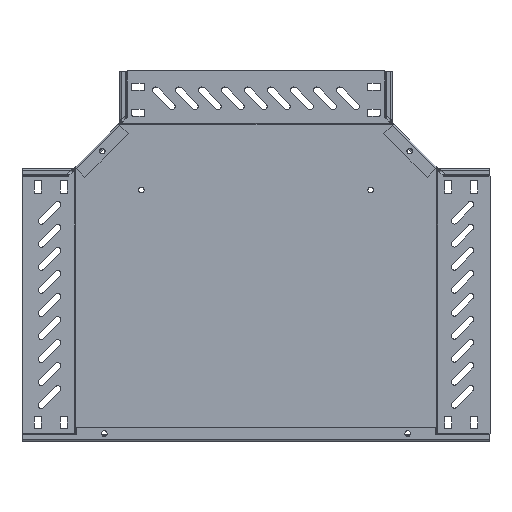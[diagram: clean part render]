
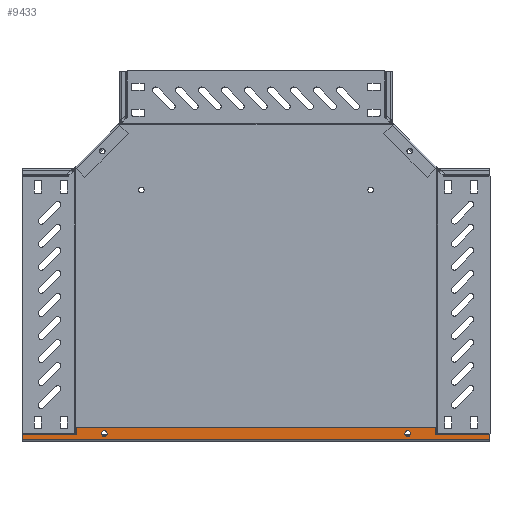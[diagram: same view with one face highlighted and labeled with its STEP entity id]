
A CAD part, front view. The second image highlights one B-rep face of the part: STEP entity #9433.
In plain terms, the highlighted planar face has unit normal (0, -1, 0).
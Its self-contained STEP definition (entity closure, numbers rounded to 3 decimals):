
#57 = EDGE_CURVE ( 'NONE', #13518, #2738, #14485, .T. ) ;
#168 = CIRCLE ( 'NONE', #7546, 3.1 ) ;
#210 = PLANE ( 'NONE',  #7990 ) ;
#293 = CARTESIAN_POINT ( 'NONE',  ( 15., 0., -449. ) ) ;
#405 = LINE ( 'NONE', #6130, #12294 ) ;
#437 = EDGE_CURVE ( 'NONE', #11705, #8626, #168, .T. ) ;
#546 = EDGE_CURVE ( 'NONE', #6334, #4405, #405, .T. ) ;
#566 = LINE ( 'NONE', #6092, #9847 ) ;
#619 = EDGE_CURVE ( 'NONE', #9744, #5169, #3748, .T. ) ;
#689 = CARTESIAN_POINT ( 'NONE',  ( 1.75, 0., 0. ) ) ;
#856 = DIRECTION ( 'NONE',  ( 0., -1., 0. ) ) ;
#917 = DIRECTION ( 'NONE',  ( -1., 0., 0. ) ) ;
#939 = AXIS2_PLACEMENT_3D ( 'NONE', #3986, #856, #917 ) ;
#1019 = VECTOR ( 'NONE', #6487, 1000. ) ;
#1148 = FACE_BOUND ( 'NONE', #1767, .T. ) ;
#1389 = LINE ( 'NONE', #293, #5276 ) ;
#1425 = ORIENTED_EDGE ( 'NONE', *, *, #6527, .T. ) ;
#1767 = EDGE_LOOP ( 'NONE', ( #3726, #14579 ) ) ;
#1854 = CARTESIAN_POINT ( 'NONE',  ( 1.75, 0., -254. ) ) ;
#2172 = CIRCLE ( 'NONE', #7671, 3.1 ) ;
#2272 = DIRECTION ( 'NONE',  ( 0., 1., 0. ) ) ;
#2379 = CARTESIAN_POINT ( 'NONE',  ( 15., 0., -59. ) ) ;
#2503 = EDGE_CURVE ( 'NONE', #11554, #5413, #566, .T. ) ;
#2577 = DIRECTION ( 'NONE',  ( -1., 0., 0. ) ) ;
#2695 = CARTESIAN_POINT ( 'NONE',  ( 15., 0., -254. ) ) ;
#2738 = VERTEX_POINT ( 'NONE', #7927 ) ;
#2804 = CARTESIAN_POINT ( 'NONE',  ( 7.25, 0., -508. ) ) ;
#3272 = CARTESIAN_POINT ( 'NONE',  ( 7.25, 0., 0. ) ) ;
#3446 = CARTESIAN_POINT ( 'NONE',  ( 7.25, 0., -449. ) ) ;
#3623 = DIRECTION ( 'NONE',  ( 0., 1., 0. ) ) ;
#3726 = ORIENTED_EDGE ( 'NONE', *, *, #57, .F. ) ;
#3731 = VECTOR ( 'NONE', #13950, 1000. ) ;
#3748 = LINE ( 'NONE', #2695, #3731 ) ;
#3778 = VERTEX_POINT ( 'NONE', #13381 ) ;
#3793 = EDGE_CURVE ( 'NONE', #2738, #13518, #9486, .T. ) ;
#3986 = CARTESIAN_POINT ( 'NONE',  ( 8.25, 0., -418.75 ) ) ;
#4019 = DIRECTION ( 'NONE',  ( -1., 0., 0. ) ) ;
#4049 = ORIENTED_EDGE ( 'NONE', *, *, #437, .T. ) ;
#4186 = EDGE_LOOP ( 'NONE', ( #12388, #4049 ) ) ;
#4405 = VERTEX_POINT ( 'NONE', #2804 ) ;
#4570 = DIRECTION ( 'NONE',  ( 0., -1., 0. ) ) ;
#4625 = VECTOR ( 'NONE', #12118, 1000. ) ;
#4958 = ORIENTED_EDGE ( 'NONE', *, *, #11420, .F. ) ;
#5169 = VERTEX_POINT ( 'NONE', #2379 ) ;
#5276 = VECTOR ( 'NONE', #5938, 1000. ) ;
#5344 = DIRECTION ( 'NONE',  ( -1., 0., 0. ) ) ;
#5413 = VERTEX_POINT ( 'NONE', #689 ) ;
#5448 = EDGE_CURVE ( 'NONE', #6690, #5413, #14441, .T. ) ;
#5938 = DIRECTION ( 'NONE',  ( -1., 0., 0. ) ) ;
#6039 = CARTESIAN_POINT ( 'NONE',  ( 5.15, 0., -418.75 ) ) ;
#6071 = ORIENTED_EDGE ( 'NONE', *, *, #619, .T. ) ;
#6092 = CARTESIAN_POINT ( 'NONE',  ( 15., 0., 0. ) ) ;
#6130 = CARTESIAN_POINT ( 'NONE',  ( 7.25, 0., -508. ) ) ;
#6320 = CARTESIAN_POINT ( 'NONE',  ( 1.75, 0., -508. ) ) ;
#6334 = VERTEX_POINT ( 'NONE', #3446 ) ;
#6487 = DIRECTION ( 'NONE',  ( 0., 0., 1. ) ) ;
#6527 = EDGE_CURVE ( 'NONE', #3778, #11554, #13471, .T. ) ;
#6634 = AXIS2_PLACEMENT_3D ( 'NONE', #6837, #4570, #6693 ) ;
#6690 = VERTEX_POINT ( 'NONE', #6320 ) ;
#6693 = DIRECTION ( 'NONE',  ( -1., 0., 0. ) ) ;
#6703 = DIRECTION ( 'NONE',  ( 0., 0., 1. ) ) ;
#6837 = CARTESIAN_POINT ( 'NONE',  ( 8.25, 0., -418.75 ) ) ;
#7244 = CARTESIAN_POINT ( 'NONE',  ( 15., 0., -508. ) ) ;
#7298 = EDGE_CURVE ( 'NONE', #5169, #3778, #12187, .T. ) ;
#7317 = ORIENTED_EDGE ( 'NONE', *, *, #10076, .F. ) ;
#7546 = AXIS2_PLACEMENT_3D ( 'NONE', #7946, #2272, #2577 ) ;
#7671 = AXIS2_PLACEMENT_3D ( 'NONE', #14221, #13873, #4019 ) ;
#7927 = CARTESIAN_POINT ( 'NONE',  ( 11.35, 0., -418.75 ) ) ;
#7946 = CARTESIAN_POINT ( 'NONE',  ( 8.25, 0., -89.25 ) ) ;
#7990 = AXIS2_PLACEMENT_3D ( 'NONE', #13819, #3623, #5344 ) ;
#8277 = LINE ( 'NONE', #7244, #10534 ) ;
#8454 = ORIENTED_EDGE ( 'NONE', *, *, #7298, .T. ) ;
#8626 = VERTEX_POINT ( 'NONE', #14027 ) ;
#8902 = ORIENTED_EDGE ( 'NONE', *, *, #5448, .F. ) ;
#9043 = CARTESIAN_POINT ( 'NONE',  ( 11.35, 0., -89.25 ) ) ;
#9140 = VECTOR ( 'NONE', #6703, 1000. ) ;
#9433 = ADVANCED_FACE ( 'NONE', ( #10382, #11354, #1148 ), #210, .F. ) ;
#9486 = CIRCLE ( 'NONE', #6634, 3.1 ) ;
#9718 = CARTESIAN_POINT ( 'NONE',  ( 7.25, 0., 0. ) ) ;
#9744 = VERTEX_POINT ( 'NONE', #11404 ) ;
#9847 = VECTOR ( 'NONE', #10609, 1000. ) ;
#10076 = EDGE_CURVE ( 'NONE', #4405, #6690, #8277, .T. ) ;
#10382 = FACE_BOUND ( 'NONE', #4186, .T. ) ;
#10534 = VECTOR ( 'NONE', #11771, 1000. ) ;
#10609 = DIRECTION ( 'NONE',  ( -1., 0., 0. ) ) ;
#10920 = EDGE_CURVE ( 'NONE', #8626, #11705, #2172, .T. ) ;
#11354 = FACE_OUTER_BOUND ( 'NONE', #13141, .T. ) ;
#11404 = CARTESIAN_POINT ( 'NONE',  ( 15., 0., -449. ) ) ;
#11420 = EDGE_CURVE ( 'NONE', #9744, #6334, #1389, .T. ) ;
#11554 = VERTEX_POINT ( 'NONE', #9718 ) ;
#11684 = ORIENTED_EDGE ( 'NONE', *, *, #2503, .T. ) ;
#11705 = VERTEX_POINT ( 'NONE', #9043 ) ;
#11771 = DIRECTION ( 'NONE',  ( -1., 0., 0. ) ) ;
#11822 = ORIENTED_EDGE ( 'NONE', *, *, #546, .F. ) ;
#12118 = DIRECTION ( 'NONE',  ( -1., 0., 0. ) ) ;
#12187 = LINE ( 'NONE', #14530, #4625 ) ;
#12294 = VECTOR ( 'NONE', #12611, 1000. ) ;
#12388 = ORIENTED_EDGE ( 'NONE', *, *, #10920, .T. ) ;
#12611 = DIRECTION ( 'NONE',  ( 0., 0., -1. ) ) ;
#13141 = EDGE_LOOP ( 'NONE', ( #8454, #1425, #11684, #8902, #7317, #11822, #4958, #6071 ) ) ;
#13381 = CARTESIAN_POINT ( 'NONE',  ( 7.25, 0., -59. ) ) ;
#13471 = LINE ( 'NONE', #3272, #9140 ) ;
#13518 = VERTEX_POINT ( 'NONE', #6039 ) ;
#13819 = CARTESIAN_POINT ( 'NONE',  ( 15., 0., -254. ) ) ;
#13873 = DIRECTION ( 'NONE',  ( 0., 1., 0. ) ) ;
#13950 = DIRECTION ( 'NONE',  ( 0., 0., 1. ) ) ;
#14027 = CARTESIAN_POINT ( 'NONE',  ( 5.15, 0., -89.25 ) ) ;
#14221 = CARTESIAN_POINT ( 'NONE',  ( 8.25, 0., -89.25 ) ) ;
#14441 = LINE ( 'NONE', #1854, #1019 ) ;
#14485 = CIRCLE ( 'NONE', #939, 3.1 ) ;
#14530 = CARTESIAN_POINT ( 'NONE',  ( 15., 0., -59. ) ) ;
#14579 = ORIENTED_EDGE ( 'NONE', *, *, #3793, .F. ) ;
